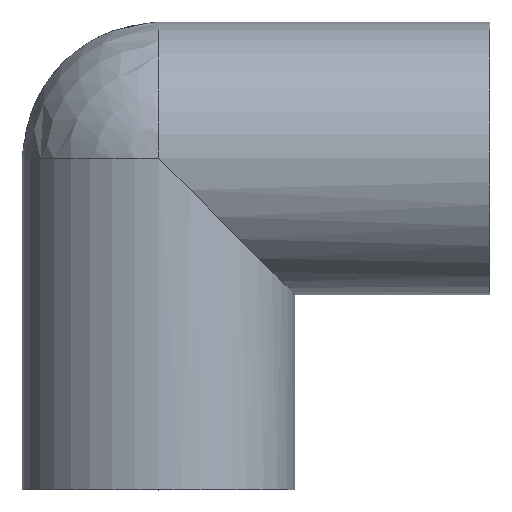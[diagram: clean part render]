
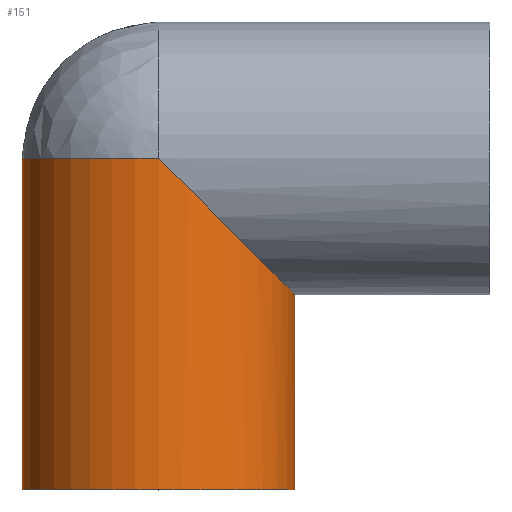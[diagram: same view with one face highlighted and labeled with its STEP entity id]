
A CAD part, top view. The second image highlights one B-rep face of the part: STEP entity #151.
In plain terms, the highlighted cylindrical face has radius 140 mm (diameter 280 mm), a partial arc.
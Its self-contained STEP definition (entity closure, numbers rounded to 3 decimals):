
#87 = EDGE_CURVE( '', #171, #179, #221, .T. );
#95 = EDGE_CURVE( '', #115, #179, #231, .T. );
#115 = VERTEX_POINT( '', #252 );
#127 = EDGE_CURVE( '', #115, #185, #265, .T. );
#141 = EDGE_CURVE( '', #171, #169, #280, .T. );
#151 = ADVANCED_FACE( '', ( #291 ), #292, .T. );
#169 = VERTEX_POINT( '', #311 );
#171 = VERTEX_POINT( '', #313 );
#179 = VERTEX_POINT( '', #322 );
#183 = EDGE_CURVE( '', #185, #169, #328, .T. );
#185 = VERTEX_POINT( '', #330 );
#221 = CIRCLE( '', #362, 140. );
#231 = LINE( '', #375, #376 );
#252 = CARTESIAN_POINT( '', ( -140., 340., 0. ) );
#265 = CIRCLE( '', #419, 140. );
#280 = LINE( '', #440, #441 );
#291 = FACE_OUTER_BOUND( '', #455, .T. );
#292 = CYLINDRICAL_SURFACE( '', #456, 140. );
#311 = CARTESIAN_POINT( '', ( 140., 200., 0. ) );
#313 = CARTESIAN_POINT( '', ( 140., 0., 0. ) );
#322 = CARTESIAN_POINT( '', ( -140., 0., 0. ) );
#328 = ELLIPSE( '', #499, 197.99, 140. );
#330 = CARTESIAN_POINT( '', ( 0., 340., 140. ) );
#362 = AXIS2_PLACEMENT_3D( '', #523, #524, #525 );
#375 = CARTESIAN_POINT( '', ( -140., 170., 0. ) );
#376 = VECTOR( '', #535, 1. );
#419 = AXIS2_PLACEMENT_3D( '', #578, #579, #580 );
#440 = CARTESIAN_POINT( '', ( 140., 170., 0. ) );
#441 = VECTOR( '', #595, 1. );
#455 = EDGE_LOOP( '', ( #609, #610, #611, #612, #613 ) );
#456 = AXIS2_PLACEMENT_3D( '', #614, #615, #616 );
#499 = AXIS2_PLACEMENT_3D( '', #660, #661, #662 );
#523 = CARTESIAN_POINT( '', ( 0., 0., 0. ) );
#524 = DIRECTION( '', ( 0., -1., 0. ) );
#525 = DIRECTION( '', ( -1., 0., 0. ) );
#535 = DIRECTION( '', ( 0., -1., 0. ) );
#578 = CARTESIAN_POINT( '', ( 0., 340., 0. ) );
#579 = DIRECTION( '', ( 0., 1., 0. ) );
#580 = DIRECTION( '', ( 0., 0., -1. ) );
#595 = DIRECTION( '', ( 0., 1., 0. ) );
#609 = ORIENTED_EDGE( '', *, *, #95, .T. );
#610 = ORIENTED_EDGE( '', *, *, #87, .F. );
#611 = ORIENTED_EDGE( '', *, *, #141, .T. );
#612 = ORIENTED_EDGE( '', *, *, #183, .F. );
#613 = ORIENTED_EDGE( '', *, *, #127, .F. );
#614 = CARTESIAN_POINT( '', ( 0., 170., 0. ) );
#615 = DIRECTION( '', ( 0., 1., 0. ) );
#616 = DIRECTION( '', ( -1., 0., 0. ) );
#660 = CARTESIAN_POINT( '', ( 0., 340., 0. ) );
#661 = DIRECTION( '', ( 0.707, 0.707, 0. ) );
#662 = DIRECTION( '', ( -0.707, 0.707, 0. ) );
